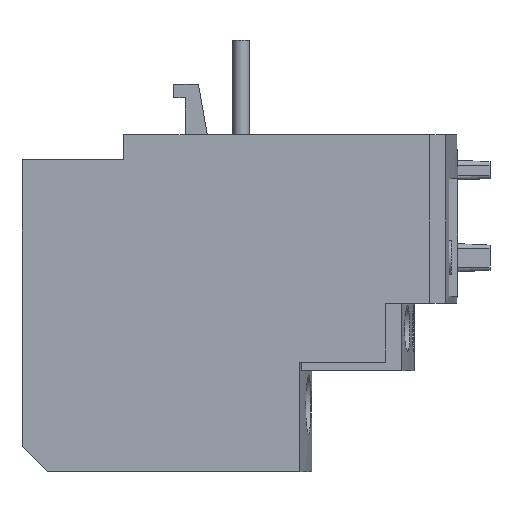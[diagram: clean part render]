
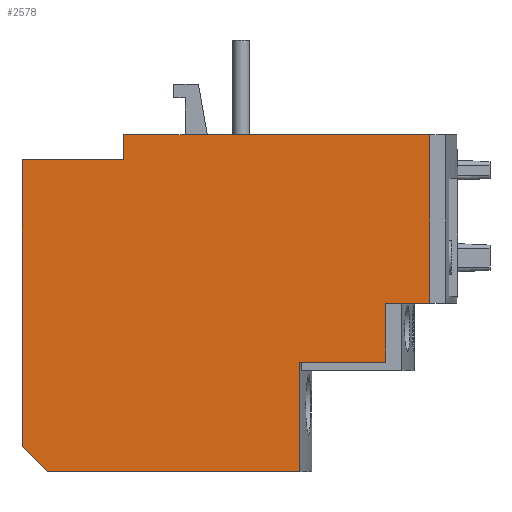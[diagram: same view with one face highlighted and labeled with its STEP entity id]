
A CAD part, left-side view. The second image highlights one B-rep face of the part: STEP entity #2578.
In plain terms, the highlighted planar face has unit normal (-1, 0, 0).
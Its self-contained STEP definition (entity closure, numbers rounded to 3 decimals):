
#2173=CARTESIAN_POINT('POINT35697',(-22.4,0.
   ,3.81));
#2174=VERTEX_POINT('VERTEX35697',#2173);
#2181=CARTESIAN_POINT('POINT35698',(-22.4,0.
   ,47.015));
#2182=VERTEX_POINT('VERTEX35698',#2181);
#2183=CARTESIAN_POINT('POS67380',(-22.4,0.,
   38.1));
#2184=DIRECTION('DIR95447',(0.,0.,-1.));
#2185=VECTOR('VEC39313',#2184,25.4);
#2186=LINE('STRAIGHT39313',#2183,#2185);
#2187=EDGE_CURVE('EDGE53427',#2182,#2174,#2186,.T.);
#2225=CARTESIAN_POINT('POINT35700',(-22.4,-15.24,
   47.015));
#2226=VERTEX_POINT('VERTEX35700',#2225);
#2227=CARTESIAN_POINT('POS67385',(-22.4,-19.177,
   47.015));
#2228=DIRECTION('DIR95453',(0.,1.,0.));
#2229=VECTOR('VEC39317',#2228,25.4);
#2230=LINE('STRAIGHT39317',#2227,#2229);
#2231=EDGE_CURVE('EDGE53431',#2226,#2182,#2230,.T.);
#2248=CARTESIAN_POINT('POINT35701',(-22.4,-15.24,
   50.825));
#2249=VERTEX_POINT('VERTEX35701',#2248);
#2250=CARTESIAN_POINT('POS67387',(-22.4,-15.24,
   43.51));
#2251=DIRECTION('DIR95456',(0.,0.,-1.));
#2252=VECTOR('VEC39318',#2251,25.4);
#2253=LINE('STRAIGHT39318',#2250,#2252);
#2254=EDGE_CURVE('EDGE53433',#2249,#2226,#2253,.T.);
#2261=CARTESIAN_POINT('POINT35702',(-22.4,-22.86,
   50.825));
#2262=VERTEX_POINT('VERTEX35702',#2261);
#2267=CARTESIAN_POINT('POS67388',(-22.4,-30.734,
   50.825));
#2268=DIRECTION('DIR95457',(0.,-1.,0.));
#2269=VECTOR('VEC39319',#2268,25.4);
#2270=LINE('STRAIGHT39319',#2267,#2269);
#2271=EDGE_CURVE('EDGE53436',#2249,#2262,#2270,.T.);
#2278=CARTESIAN_POINT('POINT35703',(-22.4,-22.86,50.8
   ));
#2279=VERTEX_POINT('VERTEX35703',#2278);
#2280=CARTESIAN_POINT('POS67389',(-22.4,-22.86,45.847
   ));
#2281=DIRECTION('DIR95458',(0.,0.,1.));
#2282=VECTOR('VEC39320',#2281,25.4);
#2283=LINE('STRAIGHT39320',#2280,#2282);
#2284=EDGE_CURVE('EDGE53437',#2279,#2262,#2283,.T.);
#2293=CARTESIAN_POINT('POINT35704',(-22.4,-24.638,
   50.8));
#2294=VERTEX_POINT('VERTEX35704',#2293);
#2295=CARTESIAN_POINT('POS67390',(-22.4,-27.242,50.8
   ));
#2296=DIRECTION('DIR95459',(0.,1.,0.));
#2297=VECTOR('VEC39321',#2296,25.4);
#2298=LINE('STRAIGHT39321',#2295,#2297);
#2299=EDGE_CURVE('EDGE53439',#2294,#2279,#2298,.T.);
#2308=CARTESIAN_POINT('POINT35705',(-22.4,-24.638,
   50.825));
#2309=VERTEX_POINT('VERTEX35705',#2308);
#2310=CARTESIAN_POINT('POS67391',(-22.4,-24.638,
   45.847));
#2311=DIRECTION('DIR95460',(0.,0.,-1.));
#2312=VECTOR('VEC39322',#2311,25.4);
#2313=LINE('STRAIGHT39322',#2310,#2312);
#2314=EDGE_CURVE('EDGE53441',#2309,#2294,#2313,.T.);
#2327=CARTESIAN_POINT('POINT35706',(-22.4,-54.864,
   25.375));
#2328=VERTEX_POINT('VERTEX35706',#2327);
#2331=CARTESIAN_POINT('POINT35707',(-22.4,-54.864,
   16.51));
#2332=VERTEX_POINT('VERTEX35707',#2331);
#2333=CARTESIAN_POINT('POS67392',(-22.4,-54.864,
   20.955));
#2334=DIRECTION('DIR95461',(0.,0.,-1.));
#2335=VECTOR('VEC39323',#2334,25.4);
#2336=LINE('STRAIGHT39323',#2333,#2335);
#2337=EDGE_CURVE('EDGE53445',#2328,#2332,#2336,.T.);
#2346=CARTESIAN_POINT('POINT35708',(-22.4,
   -41.88,16.51));
#2347=VERTEX_POINT('VERTEX35708',#2346);
#2348=CARTESIAN_POINT('POS67393',(-22.4,-27.432,16.51
   ));
#2349=DIRECTION('DIR95462',(0.,1.,0.));
#2350=VECTOR('VEC39324',#2349,25.4);
#2351=LINE('STRAIGHT39324',#2348,#2350);
#2352=EDGE_CURVE('EDGE53447',#2332,#2347,#2351,.T.);
#2367=CARTESIAN_POINT('POINT35709',(-22.4,
   -41.88,0.));
#2368=VERTEX_POINT('VERTEX35709',#2367);
#2369=CARTESIAN_POINT('POS67394',(-22.4,-41.88,
   0.));
#2370=DIRECTION('DIR95463',(0.,0.,1.));
#2371=VECTOR('VEC39325',#2370,25.4);
#2372=LINE('STRAIGHT39325',#2369,#2371);
#2373=EDGE_CURVE('EDGE53449',#2368,#2347,#2372,.T.);
#2385=CARTESIAN_POINT('POINT35710',(-22.4,-3.81,
   0.));
#2386=VERTEX_POINT('VERTEX35710',#2385);
#2403=CARTESIAN_POINT('POS67397',(-22.4,-41.88,
   0.));
#2404=DIRECTION('DIR95466',(0.,1.,0.));
#2405=VECTOR('VEC39328',#2404,25.4);
#2406=LINE('STRAIGHT39328',#2403,#2405);
#2407=EDGE_CURVE('EDGE53453',#2368,#2386,#2406,.T.);
#2425=CARTESIAN_POINT('POS67400',(-22.4,3.474,
   7.284));
#2426=DIRECTION('DIR95470',(0.,
   -0.707,-0.707));
#2427=VECTOR('VEC39330',#2426,25.4);
#2428=LINE('STRAIGHT39330',#2425,#2427);
#2429=EDGE_CURVE('EDGE53455',#2174,#2386,#2428,.T.);
#2460=CARTESIAN_POINT('POINT35712',(-22.4,-61.468,
   50.825));
#2461=VERTEX_POINT('VERTEX35712',#2460);
#2462=EDGE_CURVE('EDGE53456',#2309,#2461,#2270,.T.);
#2525=CARTESIAN_POINT('POINT35715',(-22.4,-61.468,
   25.375));
#2526=VERTEX_POINT('VERTEX35715',#2525);
#2533=CARTESIAN_POINT('POS67408',(-22.4,-30.734,
   25.375));
#2534=DIRECTION('DIR95480',(0.,1.,0.));
#2535=VECTOR('VEC39336',#2534,25.4);
#2536=LINE('STRAIGHT39336',#2533,#2535);
#2537=EDGE_CURVE('EDGE53462',#2526,#2328,#2536,.T.);
#2551=ORIENTED_EDGE('COEDGE106908',*,*,#2429,.T.);
#2552=ORIENTED_EDGE('COEDGE106909',*,*,#2407,.F.);
#2553=ORIENTED_EDGE('COEDGE106910',*,*,#2373,.T.);
#2554=ORIENTED_EDGE('COEDGE106911',*,*,#2352,.F.);
#2555=ORIENTED_EDGE('COEDGE106912',*,*,#2337,.F.);
#2556=ORIENTED_EDGE('COEDGE106913',*,*,#2537,.F.);
#2557=CARTESIAN_POINT('POS67410',(-22.4,-61.468,38.1)
   );
#2558=DIRECTION('DIR95483',(0.,0.,-1.));
#2559=VECTOR('VEC39337',#2558,25.4);
#2560=LINE('STRAIGHT39337',#2557,#2559);
#2561=EDGE_CURVE('EDGE53463',#2461,#2526,#2560,.T.);
#2562=ORIENTED_EDGE('COEDGE106914',*,*,#2561,.F.);
#2563=ORIENTED_EDGE('COEDGE106915',*,*,#2462,.F.);
#2564=ORIENTED_EDGE('COEDGE106916',*,*,#2314,.T.);
#2565=ORIENTED_EDGE('COEDGE106917',*,*,#2299,.T.);
#2566=ORIENTED_EDGE('COEDGE106918',*,*,#2284,.T.);
#2567=ORIENTED_EDGE('COEDGE106919',*,*,#2271,.F.);
#2568=ORIENTED_EDGE('COEDGE106920',*,*,#2254,.T.);
#2569=ORIENTED_EDGE('COEDGE106921',*,*,#2231,.T.);
#2570=ORIENTED_EDGE('COEDGE106922',*,*,#2187,.T.);
#2571=EDGE_LOOP('NONE',(#2551,#2552,#2553,#2554,#2555,#2556,#2562,#2563,
   #2564,#2565,#2566,#2567,#2568,#2569,#2570));
#2572=FACE_BOUND('LOOP1',#2571,.T.);
#2573=CARTESIAN_POINT('POS67411',(-22.4,-30.734,38.1)
   );
#2574=DIRECTION('DIR95484',(1.,0.,0.));
#2575=DIRECTION('DIR95485',(0.,1.,0.));
#2576=AXIS2_PLACEMENT_3D('AXIS28074',#2573,#2574,#2575);
#2577=PLANE('PLANE15917',#2576);
#2578=ADVANCED_FACE('FACE21342',(#2572),#2577,.F.);
